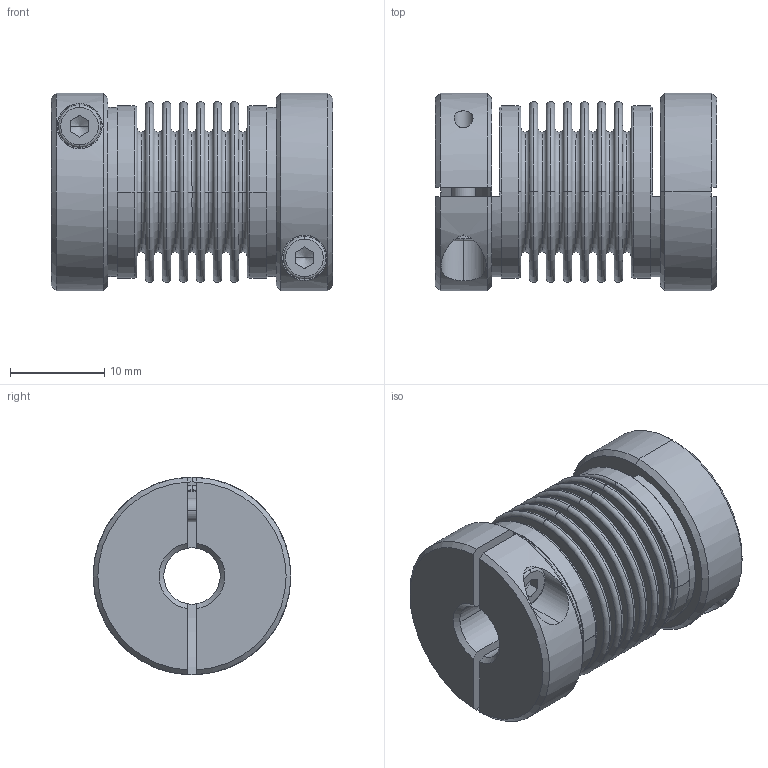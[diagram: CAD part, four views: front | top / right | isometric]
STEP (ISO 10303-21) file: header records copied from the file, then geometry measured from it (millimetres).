
FILE_DESCRIPTION(('STEP AP214'),'1');
FILE_NAME('bkxk21290606.stp','2017-10-10T10:33:11',('TraceParts'),('TraceParts S.A.'),'Spatial InterOp 3D',' ',' ');
FILE_SCHEMA(('automotive_design'));
Length unit declared in the file: millimetre
Products named in the file (1): bkxk21290606
Bounding box: 29.9 x 21 x 21 mm (x, y, z)
Volume: 5627.1 mm3; surface area: 6925.5 mm2
Topology: 1 solids, 1 shells, 196 faces, 494 edges, 324 vertices
Faces by surface type: torus 64, plane 58, cylinder 46, cone 28
Entity records: 6403 total; most frequent: CARTESIAN_POINT 1431, DIRECTION 1166, ORIENTED_EDGE 980, AXIS2_PLACEMENT_3D 515, EDGE_CURVE 490, VERTEX_POINT 324, CIRCLE 318, EDGE_LOOP 230
